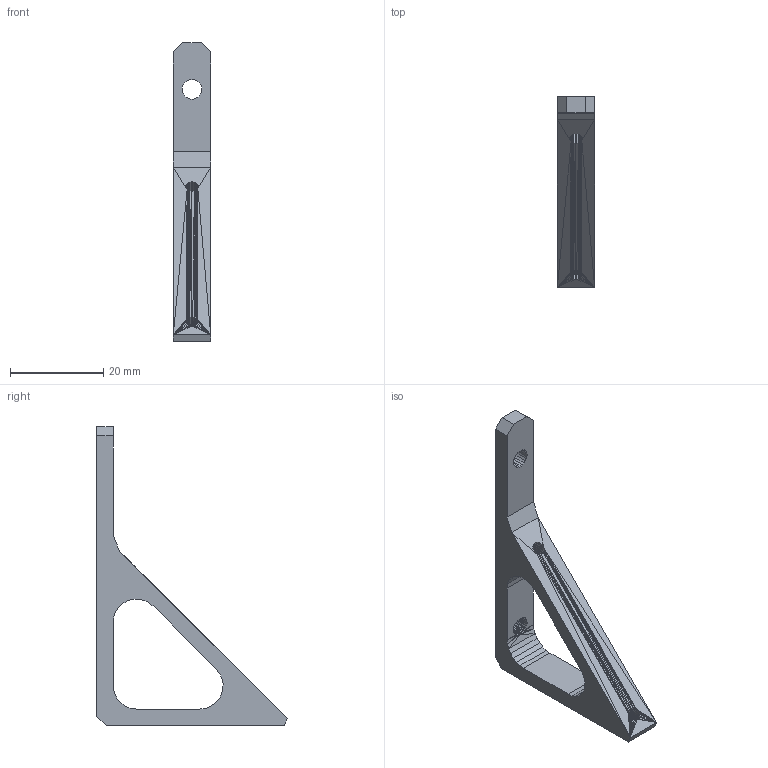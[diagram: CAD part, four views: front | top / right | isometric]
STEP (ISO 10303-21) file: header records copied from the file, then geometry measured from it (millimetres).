
FILE_DESCRIPTION(('FreeCAD Model'),'2;1');
FILE_NAME('Open CASCADE Shape Model','2022-04-22T20:11:35',('Author'),( ''),'Open CASCADE STEP processor 7.5','FreeCAD','Unknown');
FILE_SCHEMA(('AUTOMOTIVE_DESIGN { 1 0 10303 214 1 1 1 1 }'));
Length unit declared in the file: millimetre
Products named in the file (1): stand_lowprofile_x2001 (Solid)001
Bounding box: 8 x 40.78 x 64 mm (x, y, z)
Volume: 4330.8 mm3; surface area: 3401.3 mm2
Topology: 1 solids, 1 shells, 287 faces, 590 edges, 302 vertices
Faces by surface type: plane 287
Entity records: 14354 total; most frequent: CARTESIAN_POINT 2750, DIRECTION 1956, LINE 1380, VECTOR 1380, ORIENTED_EDGE 1180, PCURVE 1180, DEFINITIONAL_REPRESENTATION 1180, EDGE_CURVE 590
